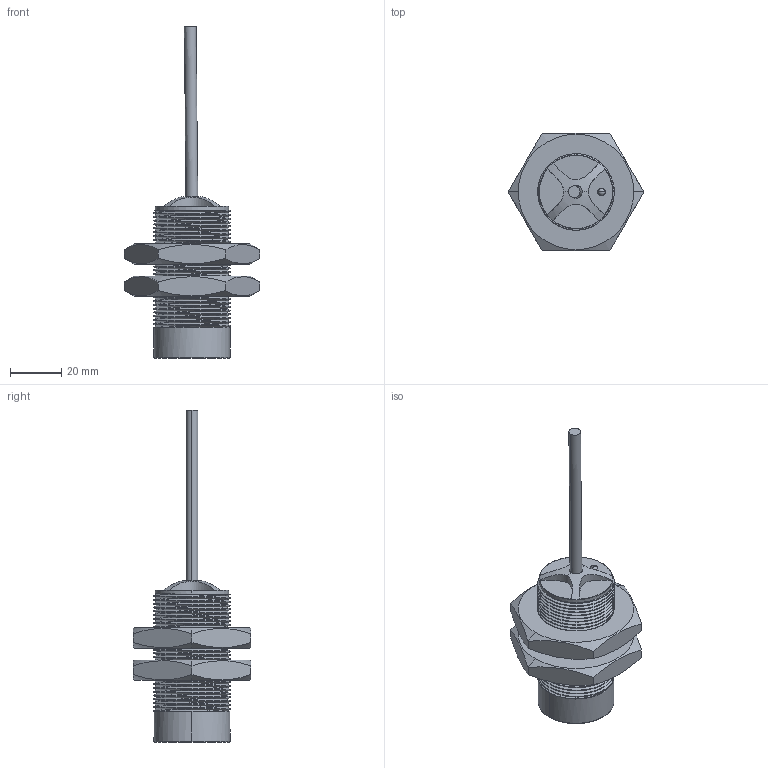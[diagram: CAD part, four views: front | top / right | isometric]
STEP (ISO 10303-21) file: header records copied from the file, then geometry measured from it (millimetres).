
FILE_DESCRIPTION (( 'STEP AP214' ), '1' );
FILE_NAME ('M30-直流二线电缆非埋入式.STEP', '2015-09-23T09:49:11', ( '' ), ( '' ), 'SwSTEP 2.0', 'SolidWorks 2013', '' );
FILE_SCHEMA (( 'AUTOMOTIVE_DESIGN' ));
Length unit declared in the file: millimetre
Products named in the file (1): M30-直流二线电缆非埋入式
Bounding box: 53.12 x 46 x 130.13 mm (x, y, z)
Volume: 61254.1 mm3; surface area: 23219.9 mm2
Topology: 3 solids, 3 shells, 142 faces, 365 edges, 234 vertices
Faces by surface type: cylinder 77, plane 29, cone 16, bspline 14, sphere 4, torus 2
Entity records: 16520 total; most frequent: CARTESIAN_POINT 12136, ORIENTED_EDGE 730, DIRECTION 504, EDGE_CURVE 365, VERTEX_POINT 234, AXIS2_PLACEMENT_3D 198, EDGE_LOOP 155, ADVANCED_FACE 142
